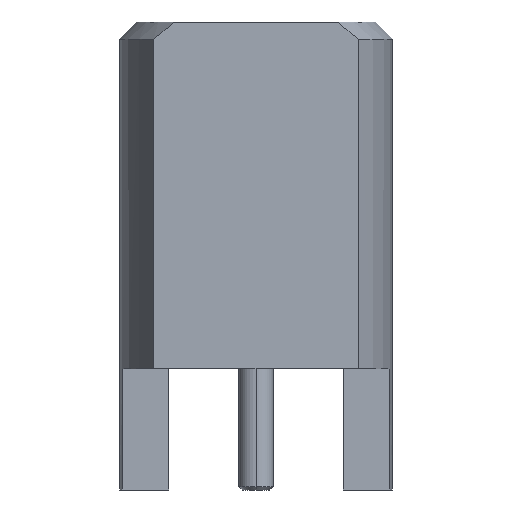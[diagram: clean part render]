
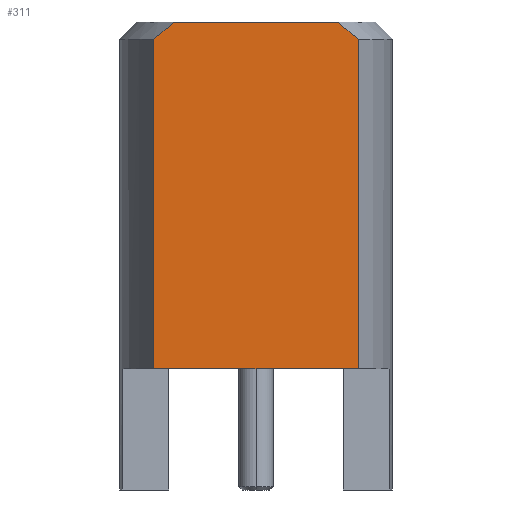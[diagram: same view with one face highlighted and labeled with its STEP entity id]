
A CAD part, left-side view. The second image highlights one B-rep face of the part: STEP entity #311.
In plain terms, the highlighted planar face has unit normal (-1, 0, 0).
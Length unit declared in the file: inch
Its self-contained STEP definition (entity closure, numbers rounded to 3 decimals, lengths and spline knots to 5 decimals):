
#59 = ORIENTED_EDGE ( 'NONE', *, *, #148, .F. ) ;
#102 = CARTESIAN_POINT ( 'NONE',  ( -0.05906, 0.05906, -0.2 ) ) ;
#105 = ORIENTED_EDGE ( 'NONE', *, *, #1417, .T. ) ;
#107 = VECTOR ( 'NONE', #526, 39.37008 ) ;
#117 = VECTOR ( 'NONE', #1263, 39.37008 ) ;
#136 = PLANE ( 'NONE',  #304 ) ;
#148 = EDGE_CURVE ( 'NONE', #1335, #1395, #351, .T. ) ;
#170 = CARTESIAN_POINT ( 'NONE',  ( -0.05906, -0.05906, -0.2 ) ) ;
#172 = ORIENTED_EDGE ( 'NONE', *, *, #549, .T. ) ;
#210 = VERTEX_POINT ( 'NONE', #1510 ) ;
#219 = EDGE_CURVE ( 'NONE', #906, #210, #265, .T. ) ;
#244 = CARTESIAN_POINT ( 'NONE',  ( -0.05906, -0.05906, 0. ) ) ;
#263 = CARTESIAN_POINT ( 'NONE',  ( -0.05906, 0.05509, -0.00663 ) ) ;
#265 = LINE ( 'NONE', #244, #117 ) ;
#277 = CARTESIAN_POINT ( 'NONE',  ( -0.05906, -0.05906, -0.2 ) ) ;
#291 = EDGE_CURVE ( 'NONE', #906, #1395, #973, .T. ) ;
#304 = AXIS2_PLACEMENT_3D ( 'NONE', #277, #657, #1545 ) ;
#311 = ADVANCED_FACE ( 'NONE', ( #714 ), #136, .T. ) ;
#351 = LINE ( 'NONE', #102, #1554 ) ;
#369 = VERTEX_POINT ( 'NONE', #170 ) ;
#404 = CARTESIAN_POINT ( 'NONE',  ( -0.05906, 0.0511, -0.0033 ) ) ;
#410 = EDGE_CURVE ( 'NONE', #1333, #210, #567, .T. ) ;
#492 = DIRECTION ( 'NONE',  ( 0., 0., 1. ) ) ;
#499 = CARTESIAN_POINT ( 'NONE',  ( -0.05906, -0.05906, -0.2 ) ) ;
#502 = CARTESIAN_POINT ( 'NONE',  ( -0.05906, -0.05906, -0.2 ) ) ;
#511 = CARTESIAN_POINT ( 'NONE',  ( -0.05906, 0.05906, -0.01 ) ) ;
#526 = DIRECTION ( 'NONE',  ( 0., -1., 0. ) ) ;
#549 = EDGE_CURVE ( 'NONE', #1335, #369, #610, .T. ) ;
#558 = CARTESIAN_POINT ( 'NONE',  ( -0.05906, -0.05509, -0.00663 ) ) ;
#567 = B_SPLINE_CURVE_WITH_KNOTS ( 'NONE', 3,
 ( #1084, #558, #698, #1593 ),
 .UNSPECIFIED., .F., .F.,
 ( 4, 4 ),
 ( 0., 0.0004 ),
 .UNSPECIFIED. ) ;
#580 = ORIENTED_EDGE ( 'NONE', *, *, #291, .T. ) ;
#603 = DIRECTION ( 'NONE',  ( 0., 0., 1. ) ) ;
#610 = LINE ( 'NONE', #499, #107 ) ;
#636 = VECTOR ( 'NONE', #492, 39.37008 ) ;
#657 = DIRECTION ( 'NONE',  ( -1., 0., 0. ) ) ;
#698 = CARTESIAN_POINT ( 'NONE',  ( -0.05906, -0.0511, -0.0033 ) ) ;
#714 = FACE_OUTER_BOUND ( 'NONE', #1192, .T. ) ;
#732 = CARTESIAN_POINT ( 'NONE',  ( -0.05906, -0.05906, -0.01 ) ) ;
#768 = CARTESIAN_POINT ( 'NONE',  ( -0.05906, 0.04708, 0. ) ) ;
#824 = ORIENTED_EDGE ( 'NONE', *, *, #219, .F. ) ;
#906 = VERTEX_POINT ( 'NONE', #1076 ) ;
#973 = B_SPLINE_CURVE_WITH_KNOTS ( 'NONE', 3,
 ( #768, #404, #263, #1156 ),
 .UNSPECIFIED., .F., .F.,
 ( 4, 4 ),
 ( 0., 0.0004 ),
 .UNSPECIFIED. ) ;
#1009 = LINE ( 'NONE', #502, #636 ) ;
#1076 = CARTESIAN_POINT ( 'NONE',  ( -0.05906, 0.04708, 0. ) ) ;
#1084 = CARTESIAN_POINT ( 'NONE',  ( -0.05906, -0.05906, -0.01 ) ) ;
#1156 = CARTESIAN_POINT ( 'NONE',  ( -0.05906, 0.05906, -0.01 ) ) ;
#1192 = EDGE_LOOP ( 'NONE', ( #105, #1576, #824, #580, #59, #172 ) ) ;
#1242 = CARTESIAN_POINT ( 'NONE',  ( -0.05906, 0.05906, -0.2 ) ) ;
#1263 = DIRECTION ( 'NONE',  ( 0., -1., 0. ) ) ;
#1333 = VERTEX_POINT ( 'NONE', #732 ) ;
#1335 = VERTEX_POINT ( 'NONE', #1242 ) ;
#1395 = VERTEX_POINT ( 'NONE', #511 ) ;
#1417 = EDGE_CURVE ( 'NONE', #369, #1333, #1009, .T. ) ;
#1510 = CARTESIAN_POINT ( 'NONE',  ( -0.05906, -0.04708, 0. ) ) ;
#1545 = DIRECTION ( 'NONE',  ( 0., 0., 1. ) ) ;
#1554 = VECTOR ( 'NONE', #603, 39.37008 ) ;
#1576 = ORIENTED_EDGE ( 'NONE', *, *, #410, .T. ) ;
#1593 = CARTESIAN_POINT ( 'NONE',  ( -0.05906, -0.04708, 0. ) ) ;
